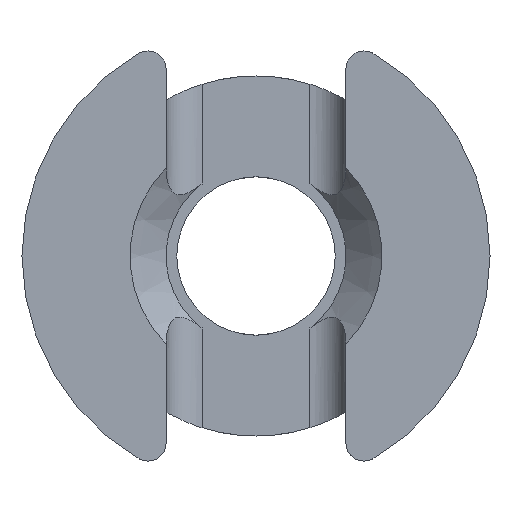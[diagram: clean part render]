
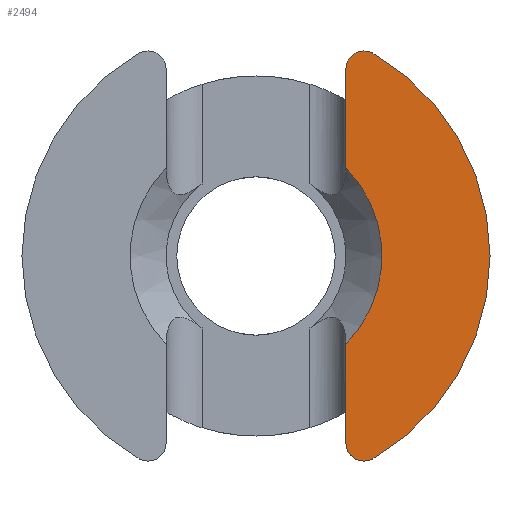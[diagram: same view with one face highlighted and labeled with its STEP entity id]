
A CAD part, front view. The second image highlights one B-rep face of the part: STEP entity #2494.
In plain terms, the highlighted planar face has unit normal (0, -1, 0).
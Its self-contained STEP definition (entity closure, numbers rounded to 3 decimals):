
#108 = DIRECTION ( 'NONE',  ( 0., -1., 0. ) ) ;
#232 = CARTESIAN_POINT ( 'NONE',  ( 2.5, -14., 5.196 ) ) ;
#259 = CIRCLE ( 'NONE', #1425, 6.5 ) ;
#263 = AXIS2_PLACEMENT_3D ( 'NONE', #2663, #1869, #615 ) ;
#284 = DIRECTION ( 'NONE',  ( 0., -1., 0. ) ) ;
#325 = CIRCLE ( 'NONE', #2098, 3.5 ) ;
#332 = AXIS2_PLACEMENT_3D ( 'NONE', #1363, #108, #1579 ) ;
#368 = VERTEX_POINT ( 'NONE', #232 ) ;
#399 = AXIS2_PLACEMENT_3D ( 'NONE', #1670, #415, #1878 ) ;
#405 = PLANE ( 'NONE',  #263 ) ;
#415 = DIRECTION ( 'NONE',  ( 0., -1., 0. ) ) ;
#422 = VECTOR ( 'NONE', #952, 1000. ) ;
#434 = DIRECTION ( 'NONE',  ( 0., 0., -1. ) ) ;
#452 = CIRCLE ( 'NONE', #1964, 0.5 ) ;
#502 = EDGE_CURVE ( 'NONE', #2113, #368, #452, .T. ) ;
#511 = CARTESIAN_POINT ( 'NONE',  ( 3., -14., 5.196 ) ) ;
#549 = CIRCLE ( 'NONE', #399, 0.5 ) ;
#597 = CARTESIAN_POINT ( 'NONE',  ( 2.5, -14., 2.449 ) ) ;
#607 = FACE_OUTER_BOUND ( 'NONE', #798, .T. ) ;
#615 = DIRECTION ( 'NONE',  ( 0., 0., -1. ) ) ;
#616 = EDGE_CURVE ( 'NONE', #1234, #1980, #325, .T. ) ;
#620 = VERTEX_POINT ( 'NONE', #2142 ) ;
#730 = DIRECTION ( 'NONE',  ( 0., 0., -1. ) ) ;
#742 = CARTESIAN_POINT ( 'NONE',  ( 2.5, -14., 0. ) ) ;
#745 = CARTESIAN_POINT ( 'NONE',  ( 0., -14., 0. ) ) ;
#791 = CIRCLE ( 'NONE', #332, 0.5 ) ;
#798 = EDGE_LOOP ( 'NONE', ( #1969, #2029, #2058, #2308, #2334, #2371, #2406 ) ) ;
#952 = DIRECTION ( 'NONE',  ( 0., 0., -1. ) ) ;
#957 = DIRECTION ( 'NONE',  ( 0., 0., -1. ) ) ;
#988 = LINE ( 'NONE', #742, #422 ) ;
#1009 = VECTOR ( 'NONE', #434, 1000. ) ;
#1019 = CARTESIAN_POINT ( 'NONE',  ( 3., -14., 5.696 ) ) ;
#1090 = EDGE_CURVE ( 'NONE', #620, #2113, #791, .T. ) ;
#1144 = EDGE_CURVE ( 'NONE', #1234, #1246, #988, .T. ) ;
#1234 = VERTEX_POINT ( 'NONE', #1708 ) ;
#1246 = VERTEX_POINT ( 'NONE', #1295 ) ;
#1295 = CARTESIAN_POINT ( 'NONE',  ( 2.5, -14., -5.196 ) ) ;
#1363 = CARTESIAN_POINT ( 'NONE',  ( 3., -14., 5.196 ) ) ;
#1425 = AXIS2_PLACEMENT_3D ( 'NONE', #745, #2188, #957 ) ;
#1545 = CARTESIAN_POINT ( 'NONE',  ( 0., -14., 0. ) ) ;
#1571 = LINE ( 'NONE', #2498, #1009 ) ;
#1579 = DIRECTION ( 'NONE',  ( 0., 0., -1. ) ) ;
#1620 = EDGE_CURVE ( 'NONE', #1740, #620, #259, .T. ) ;
#1670 = CARTESIAN_POINT ( 'NONE',  ( 3., -14., -5.196 ) ) ;
#1708 = CARTESIAN_POINT ( 'NONE',  ( 2.5, -14., -2.449 ) ) ;
#1740 = VERTEX_POINT ( 'NONE', #1857 ) ;
#1748 = DIRECTION ( 'NONE',  ( 0., 0., -1. ) ) ;
#1857 = CARTESIAN_POINT ( 'NONE',  ( 3.25, -14., -5.629 ) ) ;
#1869 = DIRECTION ( 'NONE',  ( 0., -1., 0. ) ) ;
#1878 = DIRECTION ( 'NONE',  ( 0., 0., -1. ) ) ;
#1964 = AXIS2_PLACEMENT_3D ( 'NONE', #511, #1971, #730 ) ;
#1969 = ORIENTED_EDGE ( 'NONE', *, *, #1144, .T. ) ;
#1971 = DIRECTION ( 'NONE',  ( 0., -1., 0. ) ) ;
#1980 = VERTEX_POINT ( 'NONE', #597 ) ;
#2029 = ORIENTED_EDGE ( 'NONE', *, *, #2513, .T. ) ;
#2058 = ORIENTED_EDGE ( 'NONE', *, *, #1620, .T. ) ;
#2098 = AXIS2_PLACEMENT_3D ( 'NONE', #1545, #284, #1748 ) ;
#2113 = VERTEX_POINT ( 'NONE', #1019 ) ;
#2142 = CARTESIAN_POINT ( 'NONE',  ( 3.25, -14., 5.629 ) ) ;
#2188 = DIRECTION ( 'NONE',  ( 0., -1., 0. ) ) ;
#2198 = EDGE_CURVE ( 'NONE', #368, #1980, #1571, .T. ) ;
#2308 = ORIENTED_EDGE ( 'NONE', *, *, #1090, .T. ) ;
#2334 = ORIENTED_EDGE ( 'NONE', *, *, #502, .T. ) ;
#2371 = ORIENTED_EDGE ( 'NONE', *, *, #2198, .T. ) ;
#2406 = ORIENTED_EDGE ( 'NONE', *, *, #616, .F. ) ;
#2494 = ADVANCED_FACE ( 'NONE', ( #607 ), #405, .T. ) ;
#2498 = CARTESIAN_POINT ( 'NONE',  ( 2.5, -14., 0. ) ) ;
#2513 = EDGE_CURVE ( 'NONE', #1246, #1740, #549, .T. ) ;
#2663 = CARTESIAN_POINT ( 'NONE',  ( 0., -14., 0. ) ) ;
